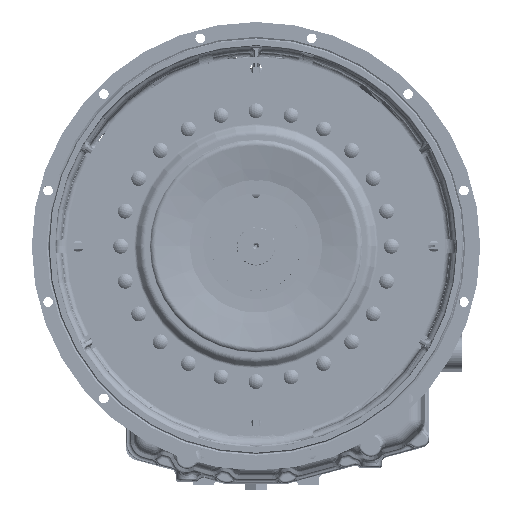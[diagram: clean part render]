
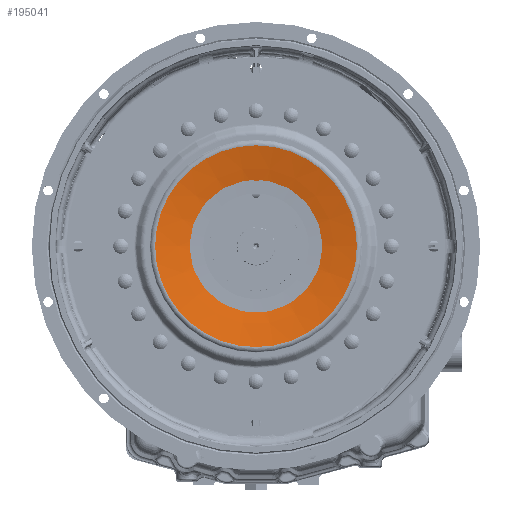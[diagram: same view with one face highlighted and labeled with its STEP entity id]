
A CAD part, top view. The second image highlights one B-rep face of the part: STEP entity #195041.
In plain terms, the highlighted conical face has half-angle 79 degrees and reference radius 68 mm.
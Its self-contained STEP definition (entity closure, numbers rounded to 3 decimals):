
#8854 = CARTESIAN_POINT ( 'NONE',  ( 68., 0., 21.161 ) ) ;
#32004 = DIRECTION ( 'NONE',  ( 1., 0., 0. ) ) ;
#36256 = EDGE_CURVE ( 'NONE', #90508, #90508, #88167, .T. ) ;
#38030 = CARTESIAN_POINT ( 'NONE',  ( 124.225, 0., 32.09 ) ) ;
#52269 = DIRECTION ( 'NONE',  ( 0., 0., -1. ) ) ;
#75016 = DIRECTION ( 'NONE',  ( 0., 0., 1. ) ) ;
#88167 = CIRCLE ( 'NONE', #209744, 68. ) ;
#90508 = VERTEX_POINT ( 'NONE', #8854 ) ;
#92586 = CIRCLE ( 'NONE', #243197, 124.225 ) ;
#109528 = CARTESIAN_POINT ( 'NONE',  ( 0., 0., 32.09 ) ) ;
#111572 = DIRECTION ( 'NONE',  ( 0., 0., -1. ) ) ;
#125658 = ORIENTED_EDGE ( 'NONE', *, *, #36256, .T. ) ;
#141555 = AXIS2_PLACEMENT_3D ( 'NONE', #220243, #75016, #148188 ) ;
#144991 = EDGE_CURVE ( 'NONE', #184889, #184889, #92586, .T. ) ;
#148188 = DIRECTION ( 'NONE',  ( -1., 0., 0. ) ) ;
#159373 = DIRECTION ( 'NONE',  ( 1., 0., 0. ) ) ;
#176281 = CARTESIAN_POINT ( 'NONE',  ( 0., 0., 21.161 ) ) ;
#179326 = EDGE_LOOP ( 'NONE', ( #306773 ) ) ;
#184889 = VERTEX_POINT ( 'NONE', #38030 ) ;
#188910 = FACE_OUTER_BOUND ( 'NONE', #179326, .T. ) ;
#195041 = ADVANCED_FACE ( 'NONE', ( #188910, #257064 ), #271962, .F. ) ;
#209744 = AXIS2_PLACEMENT_3D ( 'NONE', #176281, #52269, #32004 ) ;
#220243 = CARTESIAN_POINT ( 'NONE',  ( 0., 0., 21.161 ) ) ;
#243197 = AXIS2_PLACEMENT_3D ( 'NONE', #109528, #111572, #159373 ) ;
#257064 = FACE_BOUND ( 'NONE', #259375, .T. ) ;
#259375 = EDGE_LOOP ( 'NONE', ( #125658 ) ) ;
#271962 = CONICAL_SURFACE ( 'NONE', #141555, 68., 1.379 ) ;
#306773 = ORIENTED_EDGE ( 'NONE', *, *, #144991, .F. ) ;
